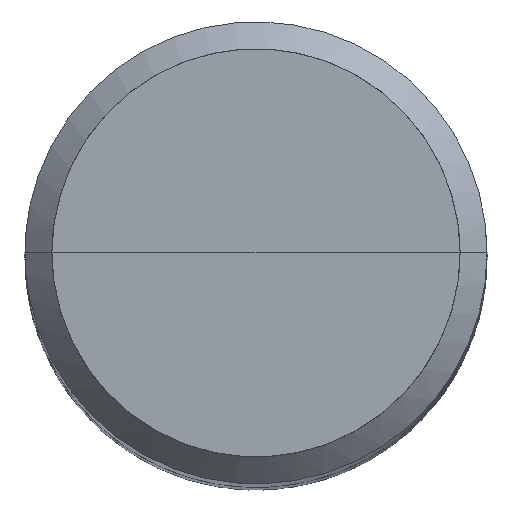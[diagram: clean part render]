
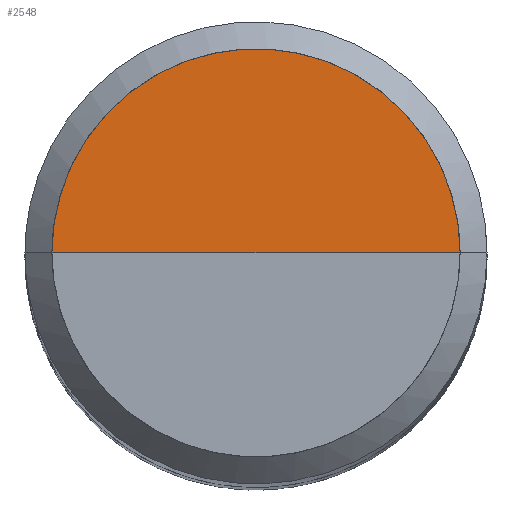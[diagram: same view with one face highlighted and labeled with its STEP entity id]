
A CAD part, top view. The second image highlights one B-rep face of the part: STEP entity #2548.
In plain terms, the highlighted free-form (B-spline) face has degree [1, 2] with [2, 5] control points.
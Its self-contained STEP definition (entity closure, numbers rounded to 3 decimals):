
#2260=CARTESIAN_POINT('',(5.3,0.0,50.725));
#2261=CARTESIAN_POINT('',(5.3,5.3,50.725));
#2262=CARTESIAN_POINT('',(0.0,5.3,50.725));
#2263=CARTESIAN_POINT('',(-5.3,5.3,50.725));
#2264=CARTESIAN_POINT('',(-5.3,0.0,50.725));
#2265=CARTESIAN_POINT('',(0.0,0.0,50.725));
#2533=(
BOUNDED_SURFACE()
B_SPLINE_SURFACE(1,2,(
(#2260,#2261,#2262,#2263,#2264),
(#2265,#2265,#2265,#2265,#2265)
), .UNSPECIFIED.,.F.,.F.,.F.)
B_SPLINE_SURFACE_WITH_KNOTS((2,2),(3,2,3),(
0.0,1.0),(
0.0,0.5,1.0), .UNSPECIFIED.)
GEOMETRIC_REPRESENTATION_ITEM()
RATIONAL_B_SPLINE_SURFACE(((1.0,0.707,1.0,0.707,1.0),
(1.0,0.707,1.0,0.707,1.0)
))
REPRESENTATION_ITEM('')
SURFACE()
);
#2534=(
BOUNDED_CURVE()
B_SPLINE_CURVE(1,(#2265,#2260),.UNSPECIFIED.,.F.,.F.)
B_SPLINE_CURVE_WITH_KNOTS((2,2),
(0.0,1.0),.UNSPECIFIED.)
CURVE()
GEOMETRIC_REPRESENTATION_ITEM()
RATIONAL_B_SPLINE_CURVE((1.0,1.0))
REPRESENTATION_ITEM('')
);
#2535=(
BOUNDED_CURVE()
B_SPLINE_CURVE(2,(#2260,#2261,#2262,#2263,#2264),.UNSPECIFIED.,.F.,.F.)
B_SPLINE_CURVE_WITH_KNOTS((3,2,3),
(0.0,0.5,1.0),.UNSPECIFIED.)
CURVE()
GEOMETRIC_REPRESENTATION_ITEM()
RATIONAL_B_SPLINE_CURVE((1.0,0.707,1.0,0.707,1.0))
REPRESENTATION_ITEM('')
);
#2536=(
BOUNDED_CURVE()
B_SPLINE_CURVE(1,(#2264,#2265),.UNSPECIFIED.,.F.,.F.)
B_SPLINE_CURVE_WITH_KNOTS((2,2),
(0.0,1.0),.UNSPECIFIED.)
CURVE()
GEOMETRIC_REPRESENTATION_ITEM()
RATIONAL_B_SPLINE_CURVE((1.0,1.0))
REPRESENTATION_ITEM('')
);
#2537=VERTEX_POINT('',#2260);
#2538=VERTEX_POINT('',#2264);
#2539=VERTEX_POINT('',#2265);
#2540=EDGE_CURVE('',#2539,#2537,#2534,.T.);
#2541=EDGE_CURVE('',#2537,#2538,#2535,.T.);
#2542=EDGE_CURVE('',#2538,#2539,#2536,.T.);
#2543=ORIENTED_EDGE('',*,*,#2540,.T.);
#2544=ORIENTED_EDGE('',*,*,#2541,.T.);
#2545=ORIENTED_EDGE('',*,*,#2542,.T.);
#2546=EDGE_LOOP('',(#2543,#2544,#2545));
#2547=FACE_OUTER_BOUND('',#2546,.T.);
#2548=ADVANCED_FACE('',(#2547),#2533,.T.);
